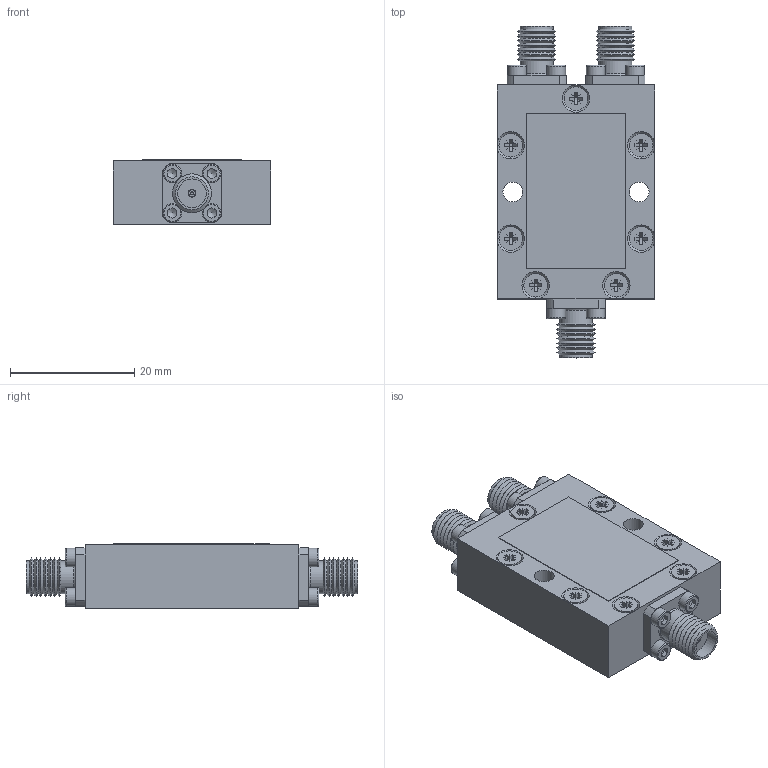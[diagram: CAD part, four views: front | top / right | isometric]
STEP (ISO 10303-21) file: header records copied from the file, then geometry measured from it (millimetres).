
FILE_DESCRIPTION(/* description */ ('Unknown'),/* implementation_level */ '2;1');
FILE_NAME(/* name */ 'DETI_MICROWAVE_2-WAY_POWER_DIVIDER_800206_STEP',/* time_stamp */ '2021-06-30T14:17:10+02:00',/* author */ ('ALG'),/* organization */ ('DETI'),/* preprocessor_version */ 'ST-DEVELOPER v16.7',/* originating_system */ 'Solid Edge',/* authorisation */ 'Unknown');
FILE_SCHEMA (('AUTOMOTIVE_DESIGN {1 0 10303 214 3 1 1}'));
Length unit declared in the file: millimetre
Products named in the file (1): 800206 1501 A2
Bounding box: 25.4 x 53.45 x 10.4 mm (x, y, z)
Volume: 9725.9 mm3; surface area: 5981.9 mm2
Topology: 2 solids, 36 shells, 601 faces, 1465 edges, 961 vertices
Faces by surface type: plane 392, cylinder 114, cone 73, torus 22
Full cylindrical faces by diameter (mm): 0.47 x3, 1.1 x3, 1.221 x12, 1.27 x6, 1.567 x7, 1.6 x12, 1.8 x12, 2 x7, 2.2 x7, 3 x12, 3.2 x2, 3.8 x7, 4.1 x3, 4.6 x3, 5.3 x6
Entity records: 20056 total; most frequent: CARTESIAN_POINT 2879, DIRECTION 2593, ORIENTED_EDGE 2344, EDGE_CURVE 1172, FACE_BOUND 895, AXIS2_PLACEMENT_3D 891, VERTEX_POINT 889, EDGE_LOOP 871
